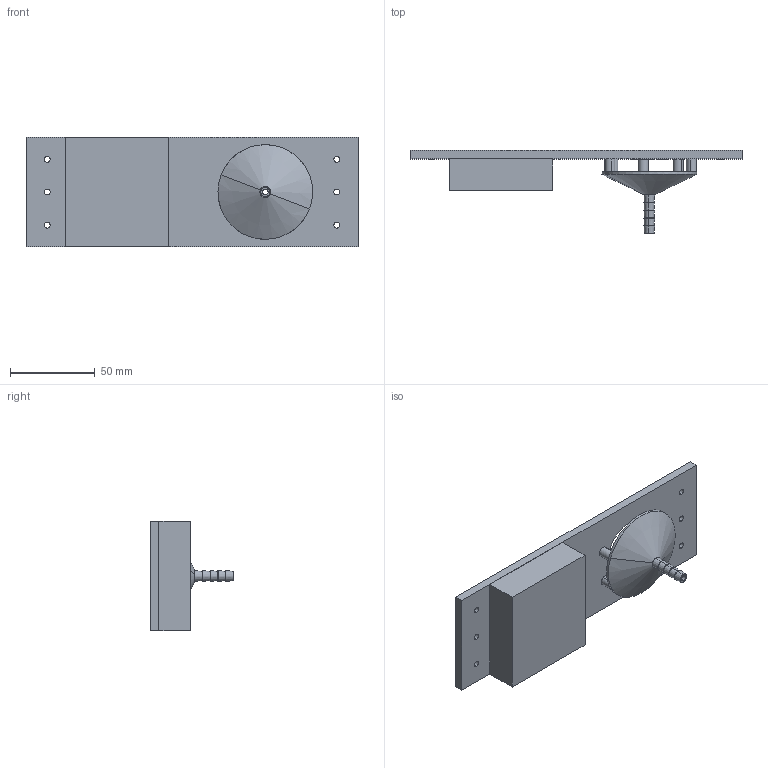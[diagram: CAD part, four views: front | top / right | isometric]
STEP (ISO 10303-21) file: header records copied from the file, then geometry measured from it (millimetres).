
FILE_DESCRIPTION (( 'STEP AP203' ), '1' );
FILE_NAME ('floor_assem.STEP', '2025-05-19T20:25:34', ( '' ), ( '' ), 'SwSTEP 2.0', 'SolidWorks 2024', '' );
FILE_SCHEMA (( 'CONFIG_CONTROL_DESIGN' ));
Length unit declared in the file: millimetre
Products named in the file (5): floor_assem; spout_; floor_box; floor; bottom_extension
Assembly tree (4 placements, depth 2):
  floor_assem
    floor
    floor_box
    bottom_extension
    spout_
Bounding box: 196.45 x 49.16 x 65 mm (x, y, z)
Volume: 112225.5 mm3; surface area: 45423 mm2
Topology: 4 solids, 4 shells, 113 faces, 256 edges, 156 vertices
Faces by surface type: plane 39, cylinder 32, torus 28, cone 14
Entity records: 3763 total; most frequent: DIRECTION 658, CARTESIAN_POINT 532, ORIENTED_EDGE 512, AXIS2_PLACEMENT_3D 282, EDGE_CURVE 256, CIRCLE 162, VERTEX_POINT 156, EDGE_LOOP 138
